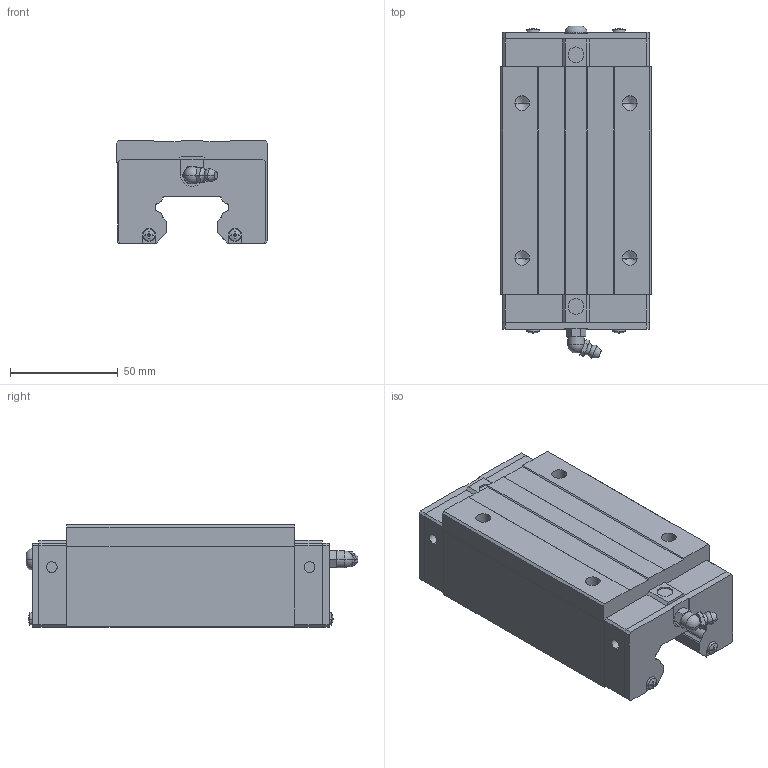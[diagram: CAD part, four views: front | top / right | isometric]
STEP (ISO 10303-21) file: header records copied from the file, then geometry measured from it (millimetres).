
FILE_DESCRIPTION (( 'STEP AP214' ), '1' );
FILE_NAME ('HGH35H.STEP', '2025-10-21T07:03:09', ( '' ), ( '' ), 'SwSTEP 2.0', 'SolidWorks 2024', '' );
FILE_SCHEMA (( 'AUTOMOTIVE_DESIGN' ));
Length unit declared in the file: millimetre
Products named in the file (1): HGH35H
Bounding box: 70 x 154.31 x 47.5 mm (x, y, z)
Volume: 346951.5 mm3; surface area: 46795.8 mm2
Topology: 1 solids, 5 shells, 627 faces, 1689 edges, 1103 vertices
Faces by surface type: plane 369, bspline 108, cylinder 84, cone 46, torus 18, sphere 2
Entity records: 25259 total; most frequent: CARTESIAN_POINT 10424, ORIENTED_EDGE 3354, DIRECTION 2608, EDGE_CURVE 1677, VECTOR 1118, LINE 1118, VERTEX_POINT 1101, AXIS2_PLACEMENT_3D 745
